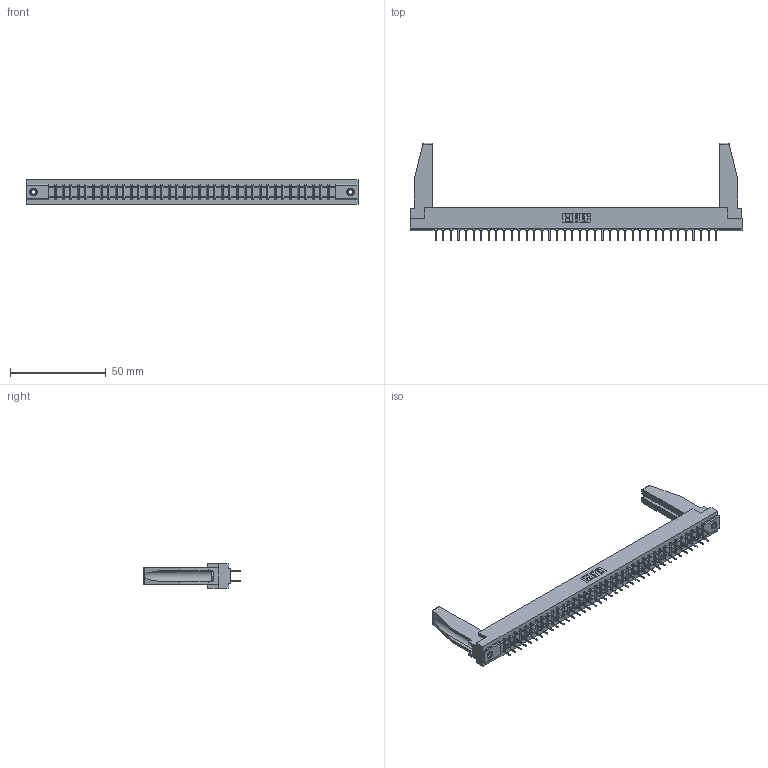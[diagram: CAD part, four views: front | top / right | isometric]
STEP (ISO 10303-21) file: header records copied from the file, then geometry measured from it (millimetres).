
FILE_DESCRIPTION (( 'STEP AP203' ), '1' );
FILE_NAME ('307-076-524-278.STEP', '2019-09-06T21:57:51', ( '' ), ( '' ), 'SwSTEP 2.0', 'SolidWorks 2016', '' );
FILE_SCHEMA (( 'CONFIG_CONTROL_DESIGN' ));
Length unit declared in the file: inch
Products named in the file (5): 307-290-001_524; 345-250-001_345-250-001-102; 307 Part_.156 Dia Mounting Holes; 307-220-078; 307-076-524-278
Assembly tree (81 placements, depth 2):
  307-076-524-278
    307 Part_.156 Dia Mounting Holes
    307-290-001_524  x76
    307-220-078  x2
    345-250-001_345-250-001-102  x2
Bounding box: 173.58 x 51.13 x 12.7 mm (x, y, z)
Volume: 22399 mm3; surface area: 26006.5 mm2
Topology: 81 solids, 81 shells, 3783 faces, 10533 edges, 6806 vertices
Faces by surface type: plane 2510, cylinder 1179, sphere 78, cone 12, torus 4
Entity records: 36693 total; most frequent: CARTESIAN_POINT 6012, ORIENTED_EDGE 5916, DIRECTION 5844, EDGE_CURVE 2958, LINE 2272, VECTOR 2272, VERTEX_POINT 1912, AXIS2_PLACEMENT_3D 1786
